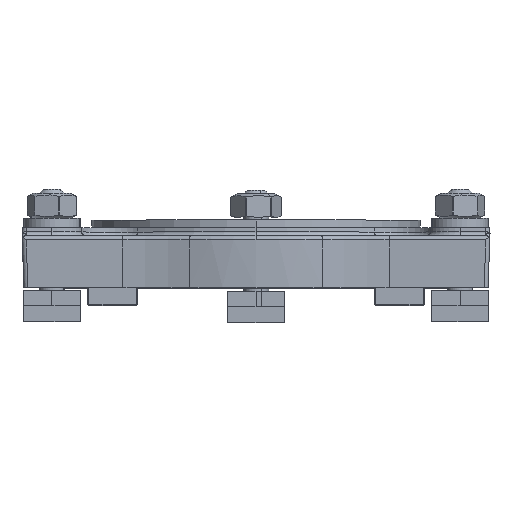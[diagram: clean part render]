
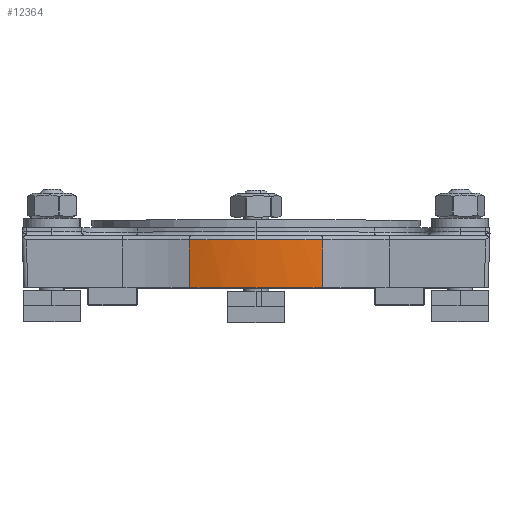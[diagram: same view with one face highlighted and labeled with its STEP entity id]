
A CAD part, top view. The second image highlights one B-rep face of the part: STEP entity #12364.
In plain terms, the highlighted conical face has half-angle 2 degrees and reference radius 114.573 mm.
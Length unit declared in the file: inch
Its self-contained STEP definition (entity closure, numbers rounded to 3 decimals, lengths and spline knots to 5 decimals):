
#60 = AXIS2_PLACEMENT_3D ( 'NONE', #11557, #18749, #7669 ) ;
#141 = AXIS2_PLACEMENT_3D ( 'NONE', #2056, #11098, #7693 ) ;
#160 = CARTESIAN_POINT ( 'NONE',  ( 0., 0.46969, -3.26781 ) ) ;
#337 = AXIS2_PLACEMENT_3D ( 'NONE', #10416, #22883, #1490 ) ;
#1209 = ORIENTED_EDGE ( 'NONE', *, *, #19275, .F. ) ;
#1490 = DIRECTION ( 'NONE',  ( 0., 0., -1. ) ) ;
#1503 = CARTESIAN_POINT ( 'NONE',  ( 0., 0.46969, 1.24007 ) ) ;
#1621 = CIRCLE ( 'NONE', #4974, 4.50788 ) ;
#2056 = CARTESIAN_POINT ( 'NONE',  ( 0., 0.46969, -3.26781 ) ) ;
#2202 = EDGE_CURVE ( 'NONE', #12627, #7884, #8424, .T. ) ;
#2756 = FACE_OUTER_BOUND ( 'NONE', #7703, .T. ) ;
#3197 = ORIENTED_EDGE ( 'NONE', *, *, #9634, .T. ) ;
#3257 = LINE ( 'NONE', #22860, #17543 ) ;
#3398 = DIRECTION ( 'NONE',  ( -0.01, -0.999, -0.033 ) ) ;
#3739 = EDGE_CURVE ( 'NONE', #7884, #9486, #3257, .T. ) ;
#4974 = AXIS2_PLACEMENT_3D ( 'NONE', #160, #13000, #18069 ) ;
#5767 = ORIENTED_EDGE ( 'NONE', *, *, #2202, .T. ) ;
#6263 = EDGE_CURVE ( 'NONE', #22188, #17109, #17886, .T. ) ;
#6718 = CIRCLE ( 'NONE', #337, 4.47498 ) ;
#7669 = DIRECTION ( 'NONE',  ( 0., 0., -1. ) ) ;
#7693 = DIRECTION ( 'NONE',  ( 0., 0., 1. ) ) ;
#7703 = EDGE_LOOP ( 'NONE', ( #1209, #21716, #3197, #5767, #18990 ) ) ;
#7884 = VERTEX_POINT ( 'NONE', #11374 ) ;
#8424 = CIRCLE ( 'NONE', #141, 4.50788 ) ;
#9486 = VERTEX_POINT ( 'NONE', #19047 ) ;
#9634 = EDGE_CURVE ( 'NONE', #22188, #12627, #1621, .T. ) ;
#10211 = CONICAL_SURFACE ( 'NONE', #60, 4.51073, 0.035 ) ;
#10416 = CARTESIAN_POINT ( 'NONE',  ( 0., -0.47244, -3.26781 ) ) ;
#11098 = DIRECTION ( 'NONE',  ( 0., -1., 0. ) ) ;
#11374 = CARTESIAN_POINT ( 'NONE',  ( -1.31898, 0.46969, 1.04279 ) ) ;
#11557 = CARTESIAN_POINT ( 'NONE',  ( 0., 0.55118, -3.26781 ) ) ;
#11713 = VECTOR ( 'NONE', #3398, 39.37008 ) ;
#11861 = DIRECTION ( 'NONE',  ( 0.01, -0.999, -0.033 ) ) ;
#12364 = ADVANCED_FACE ( 'NONE', ( #2756 ), #10211, .T. ) ;
#12627 = VERTEX_POINT ( 'NONE', #1503 ) ;
#13000 = DIRECTION ( 'NONE',  ( 0., -1., 0. ) ) ;
#17109 = VERTEX_POINT ( 'NONE', #19069 ) ;
#17543 = VECTOR ( 'NONE', #11861, 39.37008 ) ;
#17886 = LINE ( 'NONE', #20799, #11713 ) ;
#18069 = DIRECTION ( 'NONE',  ( 0., 0., 1. ) ) ;
#18749 = DIRECTION ( 'NONE',  ( 0., 1., 0. ) ) ;
#18990 = ORIENTED_EDGE ( 'NONE', *, *, #3739, .T. ) ;
#19047 = CARTESIAN_POINT ( 'NONE',  ( -1.30935, -0.47244, 1.01133 ) ) ;
#19069 = CARTESIAN_POINT ( 'NONE',  ( 1.30935, -0.47244, 1.01133 ) ) ;
#19275 = EDGE_CURVE ( 'NONE', #17109, #9486, #6718, .T. ) ;
#20799 = CARTESIAN_POINT ( 'NONE',  ( 1.31981, 0.55118, 1.04551 ) ) ;
#21716 = ORIENTED_EDGE ( 'NONE', *, *, #6263, .F. ) ;
#22188 = VERTEX_POINT ( 'NONE', #22511 ) ;
#22511 = CARTESIAN_POINT ( 'NONE',  ( 1.31898, 0.46969, 1.04279 ) ) ;
#22860 = CARTESIAN_POINT ( 'NONE',  ( -1.31981, 0.55118, 1.04551 ) ) ;
#22883 = DIRECTION ( 'NONE',  ( 0., -1., 0. ) ) ;
